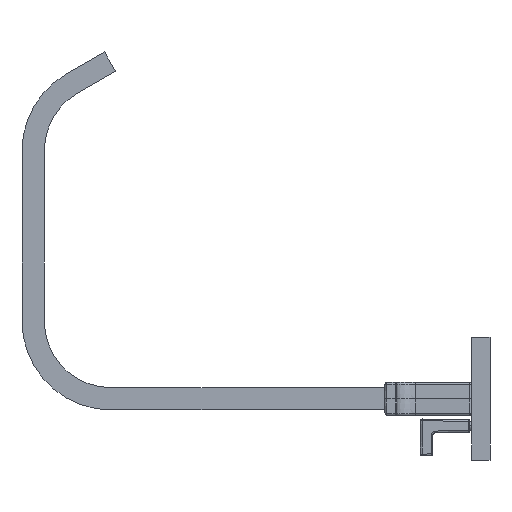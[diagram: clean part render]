
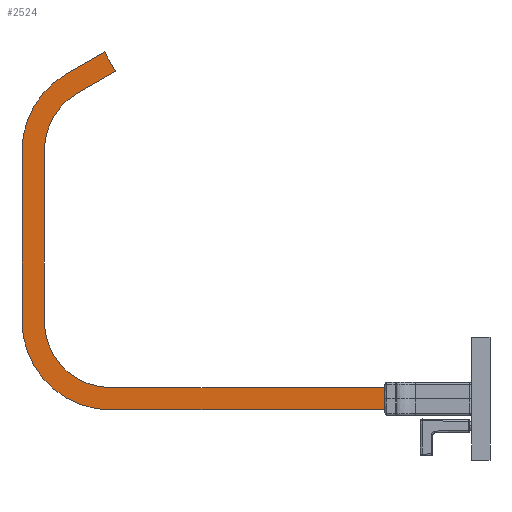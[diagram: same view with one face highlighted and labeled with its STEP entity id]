
A CAD part, left-side view. The second image highlights one B-rep face of the part: STEP entity #2524.
In plain terms, the highlighted planar face has unit normal (-1, 0, 0).
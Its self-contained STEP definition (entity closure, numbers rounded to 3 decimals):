
#62 = DIRECTION ( 'NONE',  ( 0., -0.866, 0.5 ) ) ;
#129 = LINE ( 'NONE', #1893, #363 ) ;
#171 = EDGE_CURVE ( 'NONE', #2402, #1704, #129, .T. ) ;
#216 = VERTEX_POINT ( 'NONE', #542 ) ;
#220 = VERTEX_POINT ( 'NONE', #2798 ) ;
#234 = DIRECTION ( 'NONE',  ( 0., 0., -1. ) ) ;
#271 = CARTESIAN_POINT ( 'NONE',  ( -16., 179.655, 169.72 ) ) ;
#322 = CIRCLE ( 'NONE', #618, 43.45 ) ;
#363 = VECTOR ( 'NONE', #418, 1000. ) ;
#418 = DIRECTION ( 'NONE',  ( 0., -0.866, 0.5 ) ) ;
#446 = DIRECTION ( 'NONE',  ( 0., -1., 0. ) ) ;
#515 = CARTESIAN_POINT ( 'NONE',  ( -16., 174.205, 160.28 ) ) ;
#542 = CARTESIAN_POINT ( 'NONE',  ( -16., 176.55, -5.45 ) ) ;
#547 = CARTESIAN_POINT ( 'NONE',  ( -16., 176.55, -5.45 ) ) ;
#548 = CARTESIAN_POINT ( 'NONE',  ( -16., 176.55, 121.341 ) ) ;
#554 = EDGE_CURVE ( 'NONE', #2827, #3344, #3382, .T. ) ;
#566 = CIRCLE ( 'NONE', #2614, 32.55 ) ;
#618 = AXIS2_PLACEMENT_3D ( 'NONE', #763, #2986, #1452 ) ;
#622 = AXIS2_PLACEMENT_3D ( 'NONE', #1829, #1866, #1058 ) ;
#710 = VERTEX_POINT ( 'NONE', #1880 ) ;
#763 = CARTESIAN_POINT ( 'NONE',  ( -16., 176.55, 38. ) ) ;
#778 = EDGE_CURVE ( 'NONE', #216, #2827, #2817, .T. ) ;
#790 = EDGE_CURVE ( 'NONE', #3167, #3409, #1996, .T. ) ;
#884 = CARTESIAN_POINT ( 'NONE',  ( -16., 0., 5.45 ) ) ;
#986 = CARTESIAN_POINT ( 'NONE',  ( -16., 176.55, 38. ) ) ;
#989 = ORIENTED_EDGE ( 'NONE', *, *, #1357, .F. ) ;
#1037 = EDGE_CURVE ( 'NONE', #2317, #2491, #1169, .T. ) ;
#1058 = DIRECTION ( 'NONE',  ( 0., 0., -1. ) ) ;
#1087 = EDGE_LOOP ( 'NONE', ( #2383, #1932, #2050, #3296, #1927, #1218, #989, #1690, #2555, #3121, #1840, #1625 ) ) ;
#1169 = LINE ( 'NONE', #3140, #1830 ) ;
#1218 = ORIENTED_EDGE ( 'NONE', *, *, #171, .T. ) ;
#1234 = EDGE_CURVE ( 'NONE', #710, #220, #2659, .T. ) ;
#1253 = VECTOR ( 'NONE', #2890, 1000. ) ;
#1257 = CIRCLE ( 'NONE', #2090, 43.45 ) ;
#1270 = LINE ( 'NONE', #2391, #3186 ) ;
#1308 = VECTOR ( 'NONE', #2566, 1000. ) ;
#1350 = CARTESIAN_POINT ( 'NONE',  ( -16., 0., 5.45 ) ) ;
#1357 = EDGE_CURVE ( 'NONE', #3409, #1704, #2531, .T. ) ;
#1387 = DIRECTION ( 'NONE',  ( 1., 0., 0. ) ) ;
#1440 = LINE ( 'NONE', #2549, #1308 ) ;
#1444 = CARTESIAN_POINT ( 'NONE',  ( -16., 198.275, 158.97 ) ) ;
#1452 = DIRECTION ( 'NONE',  ( 0., 0., -1. ) ) ;
#1592 = VECTOR ( 'NONE', #1718, 1000. ) ;
#1625 = ORIENTED_EDGE ( 'NONE', *, *, #778, .T. ) ;
#1690 = ORIENTED_EDGE ( 'NONE', *, *, #790, .F. ) ;
#1704 = VERTEX_POINT ( 'NONE', #3169 ) ;
#1718 = DIRECTION ( 'NONE',  ( 0., 0., 1. ) ) ;
#1738 = DIRECTION ( 'NONE',  ( 0., 0., 1. ) ) ;
#1788 = EDGE_CURVE ( 'NONE', #220, #1985, #1440, .T. ) ;
#1829 = CARTESIAN_POINT ( 'NONE',  ( -16., 176.55, 5.45 ) ) ;
#1830 = VECTOR ( 'NONE', #1738, 1000. ) ;
#1840 = ORIENTED_EDGE ( 'NONE', *, *, #2313, .F. ) ;
#1866 = DIRECTION ( 'NONE',  ( 1., 0., 0. ) ) ;
#1870 = CARTESIAN_POINT ( 'NONE',  ( -16., 209.1, 121.341 ) ) ;
#1880 = CARTESIAN_POINT ( 'NONE',  ( -16., 176.55, 5.45 ) ) ;
#1887 = CARTESIAN_POINT ( 'NONE',  ( -16., 0., -5.45 ) ) ;
#1893 = CARTESIAN_POINT ( 'NONE',  ( -16., 192.825, 149.53 ) ) ;
#1894 = AXIS2_PLACEMENT_3D ( 'NONE', #986, #3214, #2677 ) ;
#1927 = ORIENTED_EDGE ( 'NONE', *, *, #3318, .T. ) ;
#1932 = ORIENTED_EDGE ( 'NONE', *, *, #2841, .F. ) ;
#1985 = VERTEX_POINT ( 'NONE', #1870 ) ;
#1996 = LINE ( 'NONE', #1444, #3110 ) ;
#2050 = ORIENTED_EDGE ( 'NONE', *, *, #1234, .T. ) ;
#2074 = CARTESIAN_POINT ( 'NONE',  ( -16., 192.825, 149.53 ) ) ;
#2090 = AXIS2_PLACEMENT_3D ( 'NONE', #548, #1387, #2202 ) ;
#2112 = PLANE ( 'NONE',  #622 ) ;
#2148 = CARTESIAN_POINT ( 'NONE',  ( -16., 220., 121.341 ) ) ;
#2202 = DIRECTION ( 'NONE',  ( 0., 0., -1. ) ) ;
#2313 = EDGE_CURVE ( 'NONE', #216, #2317, #322, .T. ) ;
#2317 = VERTEX_POINT ( 'NONE', #2543 ) ;
#2383 = ORIENTED_EDGE ( 'NONE', *, *, #554, .T. ) ;
#2391 = CARTESIAN_POINT ( 'NONE',  ( -16., 176.55, 5.45 ) ) ;
#2402 = VERTEX_POINT ( 'NONE', #2074 ) ;
#2491 = VERTEX_POINT ( 'NONE', #2148 ) ;
#2524 = ADVANCED_FACE ( 'NONE', ( #2735 ), #2112, .F. ) ;
#2531 = LINE ( 'NONE', #515, #1253 ) ;
#2543 = CARTESIAN_POINT ( 'NONE',  ( -16., 220., 38. ) ) ;
#2549 = CARTESIAN_POINT ( 'NONE',  ( -16., 209.1, 38. ) ) ;
#2555 = ORIENTED_EDGE ( 'NONE', *, *, #3385, .F. ) ;
#2566 = DIRECTION ( 'NONE',  ( 0., 0., 1. ) ) ;
#2614 = AXIS2_PLACEMENT_3D ( 'NONE', #3563, #2733, #234 ) ;
#2659 = CIRCLE ( 'NONE', #1894, 32.55 ) ;
#2677 = DIRECTION ( 'NONE',  ( 0., 0., -1. ) ) ;
#2733 = DIRECTION ( 'NONE',  ( 1., 0., 0. ) ) ;
#2735 = FACE_OUTER_BOUND ( 'NONE', #1087, .T. ) ;
#2798 = CARTESIAN_POINT ( 'NONE',  ( -16., 209.1, 38. ) ) ;
#2817 = LINE ( 'NONE', #547, #3407 ) ;
#2827 = VERTEX_POINT ( 'NONE', #1887 ) ;
#2835 = DIRECTION ( 'NONE',  ( 0., -1., 0. ) ) ;
#2841 = EDGE_CURVE ( 'NONE', #710, #3344, #1270, .T. ) ;
#2890 = DIRECTION ( 'NONE',  ( 0., -0.5, -0.866 ) ) ;
#2986 = DIRECTION ( 'NONE',  ( 1., 0., 0. ) ) ;
#3110 = VECTOR ( 'NONE', #62, 1000. ) ;
#3121 = ORIENTED_EDGE ( 'NONE', *, *, #1037, .F. ) ;
#3140 = CARTESIAN_POINT ( 'NONE',  ( -16., 220., 38. ) ) ;
#3167 = VERTEX_POINT ( 'NONE', #3398 ) ;
#3169 = CARTESIAN_POINT ( 'NONE',  ( -16., 174.205, 160.28 ) ) ;
#3186 = VECTOR ( 'NONE', #446, 1000. ) ;
#3214 = DIRECTION ( 'NONE',  ( 1., 0., 0. ) ) ;
#3296 = ORIENTED_EDGE ( 'NONE', *, *, #1788, .T. ) ;
#3318 = EDGE_CURVE ( 'NONE', #1985, #2402, #566, .T. ) ;
#3344 = VERTEX_POINT ( 'NONE', #1350 ) ;
#3382 = LINE ( 'NONE', #884, #1592 ) ;
#3385 = EDGE_CURVE ( 'NONE', #2491, #3167, #1257, .T. ) ;
#3398 = CARTESIAN_POINT ( 'NONE',  ( -16., 198.275, 158.97 ) ) ;
#3407 = VECTOR ( 'NONE', #2835, 1000. ) ;
#3409 = VERTEX_POINT ( 'NONE', #271 ) ;
#3563 = CARTESIAN_POINT ( 'NONE',  ( -16., 176.55, 121.341 ) ) ;
